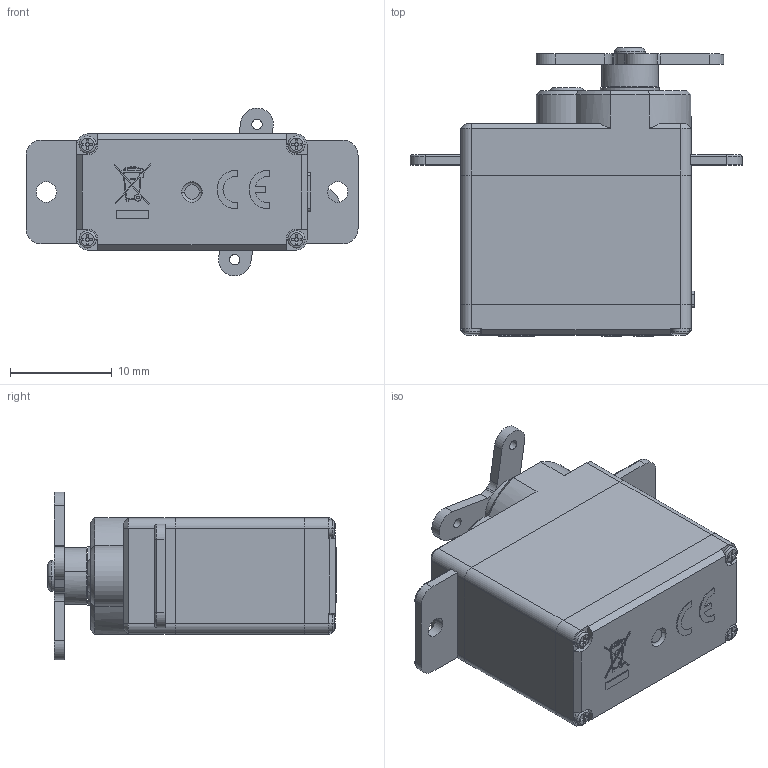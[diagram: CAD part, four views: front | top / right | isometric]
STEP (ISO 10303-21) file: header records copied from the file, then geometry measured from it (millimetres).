
FILE_DESCRIPTION((''),'2;1');
FILE_NAME('220410800061_HS-5055MG_ASM','2020-04-16T',('ITSSKY'),(''),'CREO PARAMETRIC BY PTC INC, 2016050','CREO PARAMETRIC BY PTC INC, 2016050','');
FILE_SCHEMA(('CONFIG_CONTROL_DESIGN'));
Length unit declared in the file: millimetre
Products named in the file (8): 120101020004_PC_HS5055M; 120101010020_PC_HS5055T; 120101030019_PC_HS5055L; 120212000267_AL_ZS1235MG5; 120202000068_18A_CPH_T1XL18; 120217000020_FS-X; 120201000063_18A_CBH_M1_7XL4; 220410800061_HS-5055MG_ASM
Assembly tree (10 placements, depth 2):
  220410800061_HS-5055MG_ASM
    120101020004_PC_HS5055M
    120101010020_PC_HS5055T
    120101030019_PC_HS5055L
    120212000267_AL_ZS1235MG5
    120202000068_18A_CPH_T1XL18  x4
    120217000020_FS-X
    120201000063_18A_CBH_M1_7XL4
Bounding box: 32.6 x 28.3 x 16.48 mm (x, y, z)
Volume: 5962.8 mm3; surface area: 4257.3 mm2
Topology: 10 solids, 10 shells, 842 faces, 2211 edges, 1424 vertices
Faces by surface type: plane 389, cylinder 333, cone 54, bspline 50, torus 16
Entity records: 27825 total; most frequent: CARTESIAN_POINT 9268, ORIENTED_EDGE 3162, DIRECTION 2950, EDGE_CURVE 1581, PRESENTATION_STYLE_ASSIGNMENT 1136, STYLED_ITEM 1133, CURVE_STYLE 1122, VERTEX_POINT 1025
